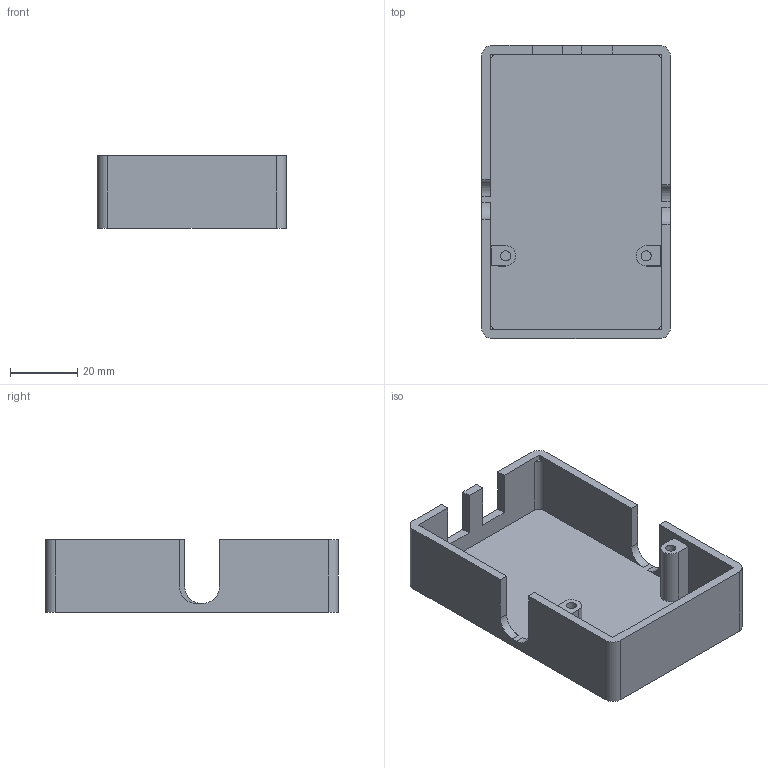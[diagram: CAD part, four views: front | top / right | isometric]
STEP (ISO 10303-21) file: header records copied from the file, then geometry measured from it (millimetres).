
FILE_DESCRIPTION(/* description */ ('KiCad electronic assembly'),/* implementation_level */ '2;1');
FILE_NAME(/* name */ 'audio_io_protoboard.step',/* time_stamp */ '2025-04-20T13:22:43+02:00',/* author */ (''),/* organization */ (''),/* preprocessor_version */ 'ST-DEVELOPER v20.1',/* originating_system */ 'Autodesk Translation Framework v14.4.0.0',/* authorisation */ '');
FILE_SCHEMA (('AUTOMOTIVE_DESIGN { 1 0 10303 214 3 1 1 }'));
Length unit declared in the file: millimetre
Products named in the file (1): audio_io_protoboard 1
Bounding box: 56 x 87 x 21.6 mm (x, y, z)
Volume: 25591.7 mm3; surface area: 20892.3 mm2
Topology: 1 solids, 1 shells, 56 faces, 150 edges, 100 vertices
Faces by surface type: plane 40, cylinder 16
Full cylindrical faces by diameter (mm): 3 x2
Entity records: 1768 total; most frequent: CARTESIAN_POINT 307, ORIENTED_EDGE 300, DIRECTION 296, EDGE_CURVE 150, LINE 118, VECTOR 118, VERTEX_POINT 100, AXIS2_PLACEMENT_3D 89
